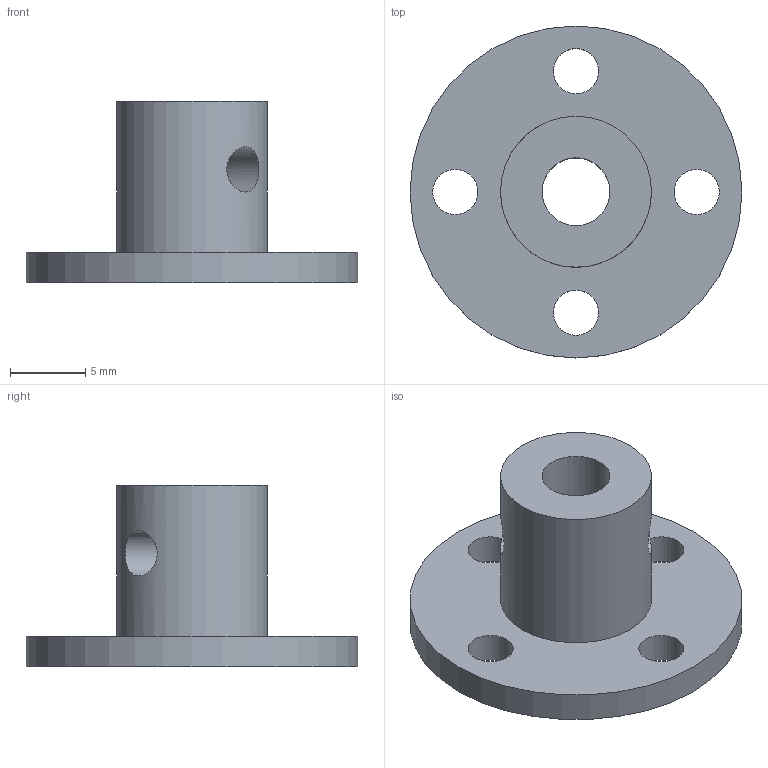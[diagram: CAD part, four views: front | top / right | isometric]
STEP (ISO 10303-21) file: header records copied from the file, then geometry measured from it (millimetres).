
FILE_DESCRIPTION(/* description */ (''),/* implementation_level */ '2;1');
FILE_NAME(/* name */ 'Couoling.step',/* time_stamp */ '2025-07-15T13:42:06+09:00',/* author */ (''),/* organization */ (''),/* preprocessor_version */ 'ST-DEVELOPER v20.1',/* originating_system */ 'Autodesk Translation Framework v14.10.0.0',/* authorisation */ '');
FILE_SCHEMA (('AUTOMOTIVE_DESIGN { 1 0 10303 214 3 1 1 }'));
Length unit declared in the file: millimetre
Products named in the file (1): オムニ用セットカラー
Bounding box: 22 x 22 x 12 mm (x, y, z)
Volume: 1258.3 mm3; surface area: 1394.8 mm2
Topology: 1 solids, 1 shells, 12 faces, 31 edges, 22 vertices
Faces by surface type: cylinder 9, plane 3
Full cylindrical faces by diameter (mm): 3 x6, 4.5 x1, 10 x1, 22 x1
Entity records: 570 total; most frequent: CARTESIAN_POINT 203, DIRECTION 63, ORIENTED_EDGE 62, EDGE_CURVE 31, EDGE_LOOP 27, AXIS2_PLACEMENT_3D 27, VERTEX_POINT 22, FACE_BOUND 15
